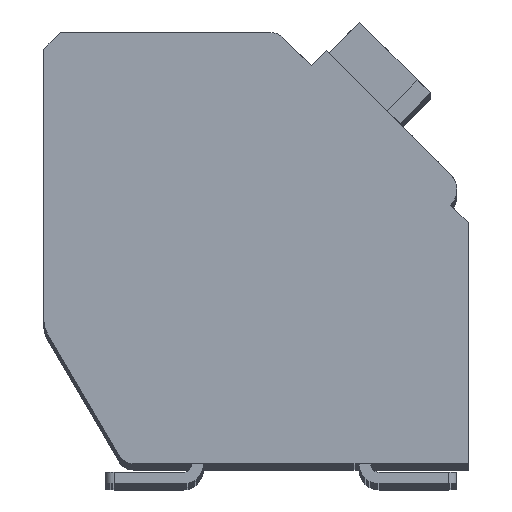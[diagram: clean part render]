
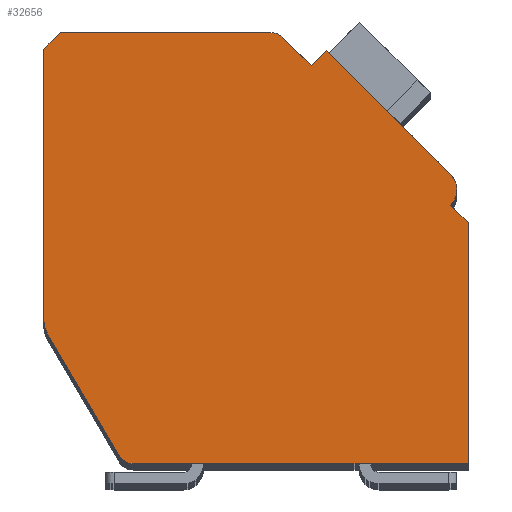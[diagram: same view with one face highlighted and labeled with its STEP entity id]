
A CAD part, top view. The second image highlights one B-rep face of the part: STEP entity #32656.
In plain terms, the highlighted planar face has unit normal (0, 0, 1).
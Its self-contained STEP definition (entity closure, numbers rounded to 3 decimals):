
#1181=DIRECTION('',(0.,-1.,0.));
#1182=VECTOR('',#1181,8.053);
#1183=CARTESIAN_POINT('',(-12.7,12.4,2.1));
#1184=LINE('',#1183,#1182);
#1185=DIRECTION('',(-0.707,-0.707,0.));
#1186=VECTOR('',#1185,0.707);
#1187=CARTESIAN_POINT('',(-12.2,12.9,2.1));
#1188=LINE('',#1187,#1186);
#1189=DIRECTION('',(-1.,0.,0.));
#1190=VECTOR('',#1189,6.298);
#1191=CARTESIAN_POINT('',(-5.902,12.9,2.1));
#1192=LINE('',#1191,#1190);
#1193=CARTESIAN_POINT('',(-5.902,12.4,2.1));
#1194=DIRECTION('',(0.,0.,1.));
#1195=DIRECTION('',(0.707,0.707,0.));
#1196=AXIS2_PLACEMENT_3D('',#1193,#1194,#1195);
#1198=DIRECTION('',(-0.707,0.707,0.));
#1199=VECTOR('',#1198,1.197);
#1200=CARTESIAN_POINT('',(-4.702,11.907,2.1));
#1201=LINE('',#1200,#1199);
#1202=DIRECTION('',(-0.707,-0.707,0.));
#1203=VECTOR('',#1202,0.65);
#1204=CARTESIAN_POINT('',(-4.243,12.367,2.1));
#1205=LINE('',#1204,#1203);
#1206=DIRECTION('',(-0.707,0.707,0.));
#1207=VECTOR('',#1206,5.25);
#1208=CARTESIAN_POINT('',(-0.53,8.655,2.1));
#1209=LINE('',#1208,#1207);
#1210=CARTESIAN_POINT('',(-0.99,8.195,2.1));
#1211=DIRECTION('',(0.,0.,1.));
#1212=DIRECTION('',(0.707,-0.707,0.));
#1213=AXIS2_PLACEMENT_3D('',#1210,#1211,#1212);
#1215=DIRECTION('',(-0.707,0.707,0.));
#1216=VECTOR('',#1215,0.75);
#1217=CARTESIAN_POINT('',(0.,7.205,2.1));
#1218=LINE('',#1217,#1216);
#1219=DIRECTION('',(0.,1.,0.));
#1220=VECTOR('',#1219,7.205);
#1221=CARTESIAN_POINT('',(0.,0.,2.1));
#1222=LINE('',#1221,#1220);
#1223=DIRECTION('',(1.,0.,0.));
#1224=VECTOR('',#1223,10.014);
#1225=CARTESIAN_POINT('',(-10.014,0.,2.1));
#1226=LINE('',#1225,#1224);
#1227=CARTESIAN_POINT('',(-10.014,0.5,2.1));
#1228=DIRECTION('',(0.,0.,1.));
#1229=DIRECTION('',(-0.862,-0.508,0.));
#1230=AXIS2_PLACEMENT_3D('',#1227,#1228,#1229);
#1232=DIRECTION('',(0.508,-0.862,0.));
#1233=VECTOR('',#1232,4.17);
#1234=CARTESIAN_POINT('',(-12.562,3.839,2.1));
#1235=LINE('',#1234,#1233);
#1236=CARTESIAN_POINT('',(-11.7,4.347,2.1));
#1237=DIRECTION('',(0.,0.,1.));
#1238=DIRECTION('',(-1.,0.,0.));
#1239=AXIS2_PLACEMENT_3D('',#1236,#1237,#1238);
#24177=CARTESIAN_POINT('',(-12.7,12.4,2.1));
#24178=CARTESIAN_POINT('',(-12.7,4.347,2.1));
#24179=VERTEX_POINT('',#24177);
#24180=VERTEX_POINT('',#24178);
#24181=CARTESIAN_POINT('',(-12.562,3.839,2.1));
#24182=VERTEX_POINT('',#24181);
#24183=CARTESIAN_POINT('',(-10.445,0.246,2.1));
#24184=VERTEX_POINT('',#24183);
#24185=CARTESIAN_POINT('',(-10.014,0.,2.1));
#24186=VERTEX_POINT('',#24185);
#24187=CARTESIAN_POINT('',(0.,0.,2.1));
#24188=VERTEX_POINT('',#24187);
#24189=CARTESIAN_POINT('',(0.,7.205,2.1));
#24190=VERTEX_POINT('',#24189);
#24191=CARTESIAN_POINT('',(-0.53,7.735,2.1));
#24192=VERTEX_POINT('',#24191);
#24193=CARTESIAN_POINT('',(-0.53,8.655,2.1));
#24194=VERTEX_POINT('',#24193);
#24195=CARTESIAN_POINT('',(-4.243,12.367,2.1));
#24196=VERTEX_POINT('',#24195);
#24197=CARTESIAN_POINT('',(-4.702,11.907,2.1));
#24198=VERTEX_POINT('',#24197);
#24199=CARTESIAN_POINT('',(-5.548,12.754,2.1));
#24200=VERTEX_POINT('',#24199);
#24201=CARTESIAN_POINT('',(-5.902,12.9,2.1));
#24202=VERTEX_POINT('',#24201);
#24203=CARTESIAN_POINT('',(-12.2,12.9,2.1));
#24204=VERTEX_POINT('',#24203);
#32624=CARTESIAN_POINT('',(0.,0.,2.1));
#32625=DIRECTION('',(0.,0.,1.));
#32626=DIRECTION('',(1.,0.,0.));
#32627=AXIS2_PLACEMENT_3D('',#32624,#32625,#32626);
#32628=PLANE('',#32627);
#32629=ORIENTED_EDGE('',*,*,#31555,.F.);
#32631=ORIENTED_EDGE('',*,*,#32630,.F.);
#32633=ORIENTED_EDGE('',*,*,#32632,.F.);
#32635=ORIENTED_EDGE('',*,*,#32634,.F.);
#32637=ORIENTED_EDGE('',*,*,#32636,.F.);
#32639=ORIENTED_EDGE('',*,*,#32638,.F.);
#32641=ORIENTED_EDGE('',*,*,#32640,.F.);
#32643=ORIENTED_EDGE('',*,*,#32642,.F.);
#32645=ORIENTED_EDGE('',*,*,#32644,.F.);
#32647=ORIENTED_EDGE('',*,*,#32646,.F.);
#32649=ORIENTED_EDGE('',*,*,#32648,.F.);
#32651=ORIENTED_EDGE('',*,*,#32650,.F.);
#32652=ORIENTED_EDGE('',*,*,#32121,.F.);
#32653=ORIENTED_EDGE('',*,*,#31759,.F.);
#32654=EDGE_LOOP('',(#32629,#32631,#32633,#32635,#32637,#32639,#32641,#32643,
#32645,#32647,#32649,#32651,#32652,#32653));
#32655=FACE_OUTER_BOUND('',#32654,.F.);
#1197=CIRCLE('',#1196,0.5);
#1214=CIRCLE('',#1213,0.65);
#1231=CIRCLE('',#1230,0.5);
#1240=CIRCLE('',#1239,1.);
#31555=EDGE_CURVE('',#24179,#24180,#1184,.T.);
#31759=EDGE_CURVE('',#24180,#24182,#1240,.T.);
#32121=EDGE_CURVE('',#24182,#24184,#1235,.T.);
#32630=EDGE_CURVE('',#24204,#24179,#1188,.T.);
#32632=EDGE_CURVE('',#24202,#24204,#1192,.T.);
#32634=EDGE_CURVE('',#24200,#24202,#1197,.T.);
#32636=EDGE_CURVE('',#24198,#24200,#1201,.T.);
#32638=EDGE_CURVE('',#24196,#24198,#1205,.T.);
#32640=EDGE_CURVE('',#24194,#24196,#1209,.T.);
#32642=EDGE_CURVE('',#24192,#24194,#1214,.T.);
#32644=EDGE_CURVE('',#24190,#24192,#1218,.T.);
#32646=EDGE_CURVE('',#24188,#24190,#1222,.T.);
#32648=EDGE_CURVE('',#24186,#24188,#1226,.T.);
#32650=EDGE_CURVE('',#24184,#24186,#1231,.T.);
#32656=ADVANCED_FACE('',(#32655),#32628,.T.);
